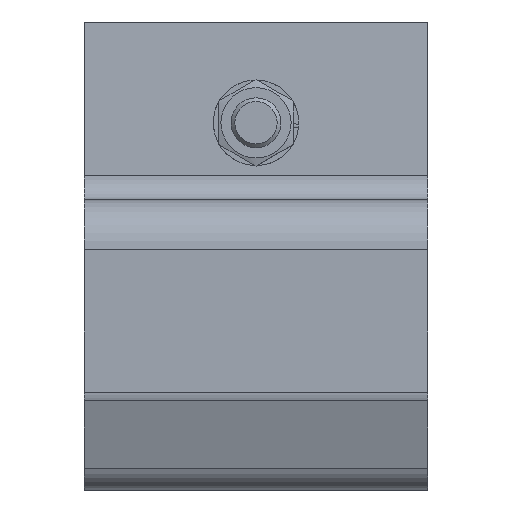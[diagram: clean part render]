
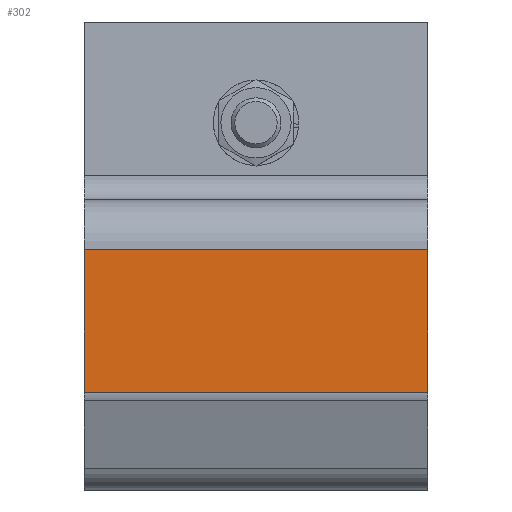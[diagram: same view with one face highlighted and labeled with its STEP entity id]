
A CAD part, left-side view. The second image highlights one B-rep face of the part: STEP entity #302.
In plain terms, the highlighted face is planar.
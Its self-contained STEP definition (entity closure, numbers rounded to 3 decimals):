
#302=ADVANCED_FACE('',(#571),#572,.F.);
#571=FACE_OUTER_BOUND('',#853,.T.);
#572=PLANE('',#854);
#853=EDGE_LOOP('',(#1359,#1360,#1361,#1362));
#854=AXIS2_PLACEMENT_3D('',#1363,#1364,#1365);
#1359=ORIENTED_EDGE('',*,*,#1805,.T.);
#1360=ORIENTED_EDGE('',*,*,#1748,.T.);
#1361=ORIENTED_EDGE('',*,*,#1732,.F.);
#1362=ORIENTED_EDGE('',*,*,#1904,.T.);
#1363=CARTESIAN_POINT('',(-900.597,2072.439,6672.96));
#1364=DIRECTION('',(-1.,0.,0.));
#1365=DIRECTION('',(0.,1.,0.));
#1732=EDGE_CURVE('',#2022,#2024,#2025,.T.);
#1748=EDGE_CURVE('',#2051,#2024,#2052,.T.);
#1805=EDGE_CURVE('',#2143,#2051,#2144,.T.);
#1904=EDGE_CURVE('',#2022,#2143,#2294,.T.);
#2022=VERTEX_POINT('',#2436);
#2024=VERTEX_POINT('',#2438);
#2025=LINE('',#2439,#2440);
#2051=VERTEX_POINT('',#2486);
#2052=LINE('',#2487,#2488);
#2143=VERTEX_POINT('',#2660);
#2144=LINE('',#2661,#2662);
#2294=LINE('',#2878,#2879);
#2436=CARTESIAN_POINT('',(-900.597,2119.496,6672.96));
#2438=CARTESIAN_POINT('',(-900.597,2073.85,6672.96));
#2439=CARTESIAN_POINT('',(-900.597,2072.439,6672.96));
#2440=VECTOR('',#3115,1.);
#2486=CARTESIAN_POINT('',(-900.597,2073.85,6782.96));
#2487=CARTESIAN_POINT('',(-900.597,2073.85,6672.96));
#2488=VECTOR('',#3130,1.);
#2660=CARTESIAN_POINT('',(-900.597,2119.496,6782.96));
#2661=CARTESIAN_POINT('',(-900.597,2072.439,6782.96));
#2662=VECTOR('',#3183,1.);
#2878=CARTESIAN_POINT('',(-900.597,2119.496,6672.96));
#2879=VECTOR('',#3319,1.);
#3115=DIRECTION('',(0.,-1.,0.));
#3130=DIRECTION('',(0.,0.,-1.));
#3183=DIRECTION('',(0.,-1.,0.));
#3319=DIRECTION('',(0.,0.,1.));
